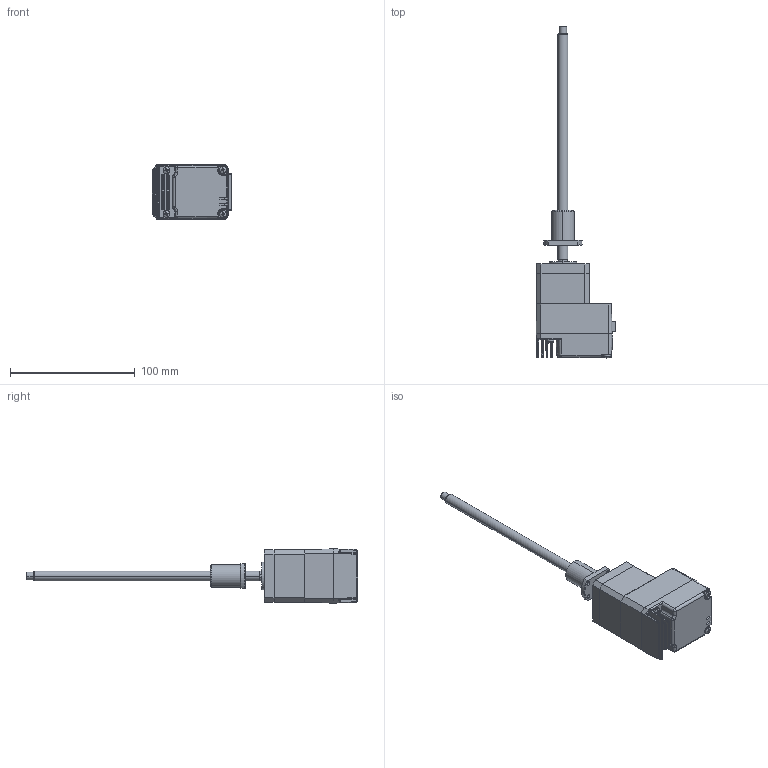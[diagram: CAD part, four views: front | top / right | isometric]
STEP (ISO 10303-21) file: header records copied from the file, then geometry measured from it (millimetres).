
FILE_DESCRIPTION (( 'STEP AP203' ), '1' );
FILE_NAME ('TSM17Q-2RG-B0808-185-FF1-S.STEP', '2021-10-08T07:15:31', ( '' ), ( '' ), 'SwSTEP 2.0', 'SolidWorks 2018', '' );
FILE_SCHEMA (( 'CONFIG_CONTROL_DESIGN' ));
Length unit declared in the file: millimetre
Products named in the file (1): TSM17Q-2RG-B0808-185-FF1-S
Bounding box: 64.11 x 266.37 x 43.53 mm (x, y, z)
Surface area: 36511.9 mm2 (no closed solid volume)
Topology: 0 solids, 23 shells, 408 faces, 1424 edges, 1017 vertices
Faces by surface type: plane 209, cylinder 123, bspline 52, cone 16, sphere 8
Entity records: 17614 total; most frequent: CARTESIAN_POINT 5797, DIRECTION 2322, ORIENTED_EDGE 2228, EDGE_CURVE 1420, VERTEX_POINT 1017, VECTOR 898, LINE 898, AXIS2_PLACEMENT_3D 712
